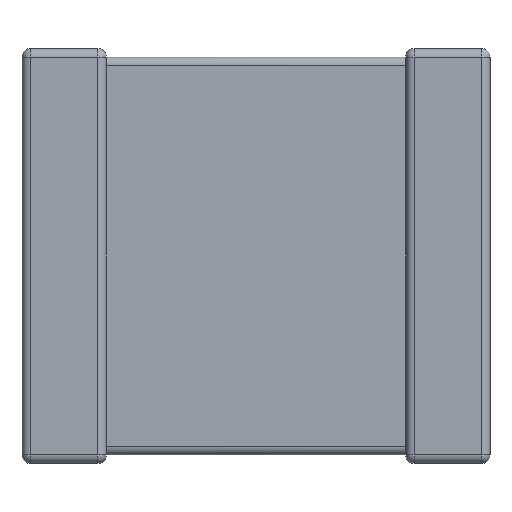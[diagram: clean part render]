
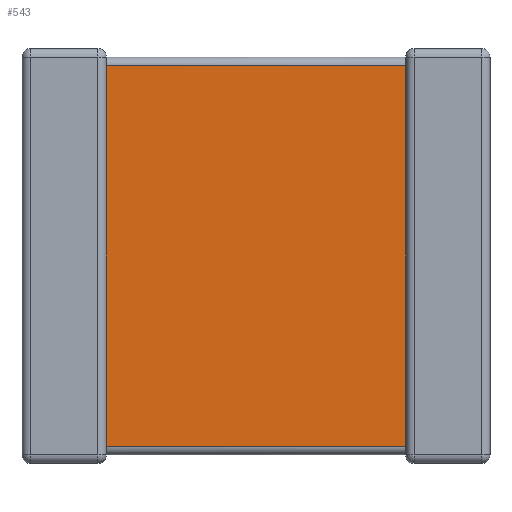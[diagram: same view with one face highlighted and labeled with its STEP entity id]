
A CAD part, front view. The second image highlights one B-rep face of the part: STEP entity #543.
In plain terms, the highlighted planar face has unit normal (0, -1, 0).
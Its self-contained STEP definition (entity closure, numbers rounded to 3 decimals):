
#275 = CARTESIAN_POINT ( 'NONE',  ( 1.1, 0.113, -0.225 ) ) ;
#277 = LINE ( 'NONE', #2676, #486 ) ;
#391 = CARTESIAN_POINT ( 'NONE',  ( 5., 0.113, -5.185 ) ) ;
#486 = VECTOR ( 'NONE', #4442, 1000. ) ;
#488 = EDGE_CURVE ( 'NONE', #1349, #2375, #277, .T. ) ;
#522 = DIRECTION ( 'NONE',  ( 0., -1., 0. ) ) ;
#528 = CARTESIAN_POINT ( 'NONE',  ( 5., 0.113, -0.225 ) ) ;
#543 = ADVANCED_FACE ( 'NONE', ( #2953 ), #2560, .T. ) ;
#1059 = VECTOR ( 'NONE', #2538, 1000. ) ;
#1072 = ORIENTED_EDGE ( 'NONE', *, *, #488, .T. ) ;
#1349 = VERTEX_POINT ( 'NONE', #528 ) ;
#1355 = EDGE_CURVE ( 'NONE', #1819, #2375, #3729, .T. ) ;
#1381 = EDGE_CURVE ( 'NONE', #4077, #1349, #3383, .T. ) ;
#1393 = ORIENTED_EDGE ( 'NONE', *, *, #1381, .T. ) ;
#1517 = LINE ( 'NONE', #391, #1059 ) ;
#1756 = CARTESIAN_POINT ( 'NONE',  ( 5., 0.113, -5.185 ) ) ;
#1819 = VERTEX_POINT ( 'NONE', #3445 ) ;
#2082 = EDGE_CURVE ( 'NONE', #1819, #4077, #1517, .T. ) ;
#2277 = CARTESIAN_POINT ( 'NONE',  ( 5., 0.113, -5.41 ) ) ;
#2375 = VERTEX_POINT ( 'NONE', #275 ) ;
#2538 = DIRECTION ( 'NONE',  ( 1., 0., 0. ) ) ;
#2560 = PLANE ( 'NONE',  #4293 ) ;
#2627 = DIRECTION ( 'NONE',  ( 0., 0., -1. ) ) ;
#2676 = CARTESIAN_POINT ( 'NONE',  ( 1.1, 0.113, -0.225 ) ) ;
#2707 = VECTOR ( 'NONE', #4053, 1000. ) ;
#2953 = FACE_OUTER_BOUND ( 'NONE', #3123, .T. ) ;
#3049 = DIRECTION ( 'NONE',  ( 0., 0., 1. ) ) ;
#3123 = EDGE_LOOP ( 'NONE', ( #4278, #3347, #1393, #1072 ) ) ;
#3347 = ORIENTED_EDGE ( 'NONE', *, *, #2082, .T. ) ;
#3383 = LINE ( 'NONE', #2277, #3891 ) ;
#3445 = CARTESIAN_POINT ( 'NONE',  ( 1.1, 0.113, -5.185 ) ) ;
#3729 = LINE ( 'NONE', #3756, #2707 ) ;
#3756 = CARTESIAN_POINT ( 'NONE',  ( 1.1, 0.113, -5.41 ) ) ;
#3891 = VECTOR ( 'NONE', #3049, 1000. ) ;
#4047 = CARTESIAN_POINT ( 'NONE',  ( 1.1, 0.113, -5.41 ) ) ;
#4053 = DIRECTION ( 'NONE',  ( 0., 0., 1. ) ) ;
#4077 = VERTEX_POINT ( 'NONE', #1756 ) ;
#4278 = ORIENTED_EDGE ( 'NONE', *, *, #1355, .F. ) ;
#4293 = AXIS2_PLACEMENT_3D ( 'NONE', #4047, #522, #2627 ) ;
#4442 = DIRECTION ( 'NONE',  ( -1., 0., 0. ) ) ;
